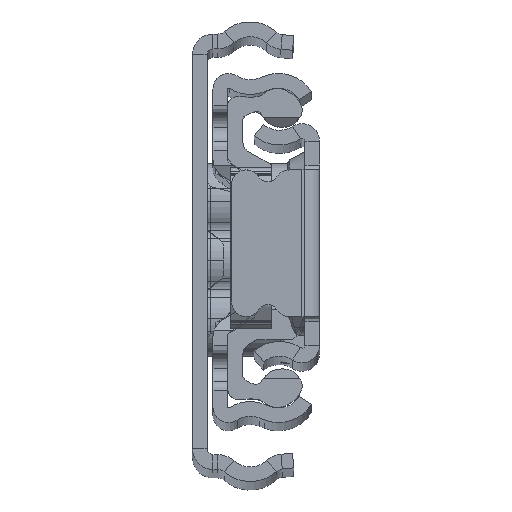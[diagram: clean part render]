
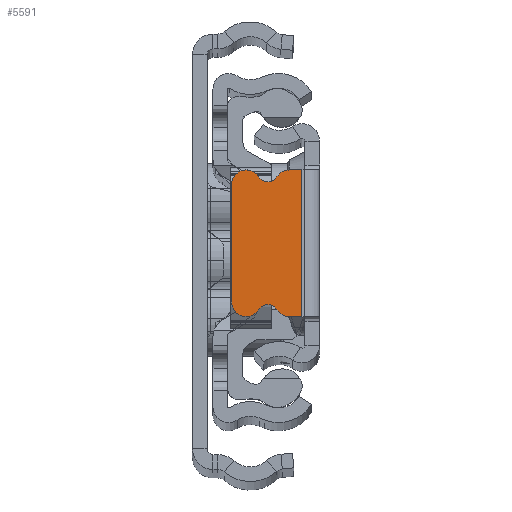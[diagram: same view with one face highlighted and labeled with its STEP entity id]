
A CAD part, top view. The second image highlights one B-rep face of the part: STEP entity #5591.
In plain terms, the highlighted planar face has unit normal (0, 0, 1).
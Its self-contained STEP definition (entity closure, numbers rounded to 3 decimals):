
#745 = CIRCLE ( 'NONE', #16503, 1.1 ) ;
#867 = ORIENTED_EDGE ( 'NONE', *, *, #3261, .F. ) ;
#1111 = LINE ( 'NONE', #9450, #19058 ) ;
#1361 = ORIENTED_EDGE ( 'NONE', *, *, #4469, .T. ) ;
#1476 = CIRCLE ( 'NONE', #12391, 1.5 ) ;
#1783 = VERTEX_POINT ( 'NONE', #20897 ) ;
#1907 = DIRECTION ( 'NONE',  ( 0., 0., 1. ) ) ;
#2014 = FACE_OUTER_BOUND ( 'NONE', #13861, .T. ) ;
#2031 = CARTESIAN_POINT ( 'NONE',  ( -3.08, -7.5, 0. ) ) ;
#2121 = EDGE_CURVE ( 'NONE', #19367, #18536, #17480, .T. ) ;
#2205 = VERTEX_POINT ( 'NONE', #7751 ) ;
#2409 = ORIENTED_EDGE ( 'NONE', *, *, #19073, .T. ) ;
#2625 = DIRECTION ( 'NONE',  ( 0., 0., 1. ) ) ;
#2675 = CARTESIAN_POINT ( 'NONE',  ( -7.5, -6., 0. ) ) ;
#2947 = EDGE_CURVE ( 'NONE', #4927, #17068, #16579, .T. ) ;
#3225 = DIRECTION ( 'NONE',  ( 0., -1., 0. ) ) ;
#3261 = EDGE_CURVE ( 'NONE', #4927, #10728, #20763, .T. ) ;
#3912 = DIRECTION ( 'NONE',  ( 0., 0., 1. ) ) ;
#4035 = CIRCLE ( 'NONE', #5418, 1.5 ) ;
#4469 = EDGE_CURVE ( 'NONE', #18536, #10728, #1111, .T. ) ;
#4927 = VERTEX_POINT ( 'NONE', #15345 ) ;
#5403 = ORIENTED_EDGE ( 'NONE', *, *, #5786, .T. ) ;
#5418 = AXIS2_PLACEMENT_3D ( 'NONE', #20625, #20846, #12684 ) ;
#5570 = ORIENTED_EDGE ( 'NONE', *, *, #13160, .T. ) ;
#5591 = ADVANCED_FACE ( 'NONE', ( #2014 ), #19910, .T. ) ;
#5786 = EDGE_CURVE ( 'NONE', #20373, #2205, #18547, .T. ) ;
#5870 = CARTESIAN_POINT ( 'NONE',  ( -3.08, 7.5, 0. ) ) ;
#6428 = CIRCLE ( 'NONE', #9834, 1.1 ) ;
#6715 = CARTESIAN_POINT ( 'NONE',  ( 0.7, 7.5, 0. ) ) ;
#6915 = VECTOR ( 'NONE', #10135, 1000. ) ;
#7239 = CIRCLE ( 'NONE', #13065, 1.1 ) ;
#7567 = DIRECTION ( 'NONE',  ( 0., 0., -1. ) ) ;
#7732 = DIRECTION ( 'NONE',  ( 1., 0., 0. ) ) ;
#7751 = CARTESIAN_POINT ( 'NONE',  ( -9., 6., 0. ) ) ;
#7868 = ORIENTED_EDGE ( 'NONE', *, *, #20192, .T. ) ;
#8641 = CARTESIAN_POINT ( 'NONE',  ( -5.29, 7.37, 0. ) ) ;
#8672 = EDGE_CURVE ( 'NONE', #2205, #15047, #9631, .T. ) ;
#8929 = VECTOR ( 'NONE', #12497, 1000. ) ;
#9195 = DIRECTION ( 'NONE',  ( 0., 0., 1. ) ) ;
#9261 = ORIENTED_EDGE ( 'NONE', *, *, #8672, .T. ) ;
#9370 = CARTESIAN_POINT ( 'NONE',  ( -3.08, -6., 0. ) ) ;
#9450 = CARTESIAN_POINT ( 'NONE',  ( 0.7, -7.5, 0. ) ) ;
#9631 = LINE ( 'NONE', #21021, #18341 ) ;
#9834 = AXIS2_PLACEMENT_3D ( 'NONE', #19063, #7567, #11008 ) ;
#9945 = VERTEX_POINT ( 'NONE', #11352 ) ;
#10135 = DIRECTION ( 'NONE',  ( -1., 0., 0. ) ) ;
#10138 = CARTESIAN_POINT ( 'NONE',  ( 493.5, -10.425, 0. ) ) ;
#10250 = DIRECTION ( 'NONE',  ( 0., 0., -1. ) ) ;
#10279 = EDGE_CURVE ( 'NONE', #9945, #18029, #6428, .T. ) ;
#10650 = DIRECTION ( 'NONE',  ( 0., 1., 0. ) ) ;
#10728 = VERTEX_POINT ( 'NONE', #16314 ) ;
#10784 = ORIENTED_EDGE ( 'NONE', *, *, #20317, .T. ) ;
#10970 = CARTESIAN_POINT ( 'NONE',  ( -7.5, 6., 0. ) ) ;
#11008 = DIRECTION ( 'NONE',  ( 0., 1., 0. ) ) ;
#11352 = CARTESIAN_POINT ( 'NONE',  ( -4.355, 6.79, 0. ) ) ;
#11664 = AXIS2_PLACEMENT_3D ( 'NONE', #9370, #2625, #19029 ) ;
#12056 = DIRECTION ( 'NONE',  ( 0., 1., 0. ) ) ;
#12135 = ORIENTED_EDGE ( 'NONE', *, *, #12261, .T. ) ;
#12261 = EDGE_CURVE ( 'NONE', #17068, #9945, #4035, .T. ) ;
#12391 = AXIS2_PLACEMENT_3D ( 'NONE', #18497, #3912, #12056 ) ;
#12497 = DIRECTION ( 'NONE',  ( 0., -1., 0. ) ) ;
#12684 = DIRECTION ( 'NONE',  ( 0., 1., 0. ) ) ;
#12817 = ORIENTED_EDGE ( 'NONE', *, *, #10279, .T. ) ;
#13065 = AXIS2_PLACEMENT_3D ( 'NONE', #18405, #15268, #10650 ) ;
#13160 = EDGE_CURVE ( 'NONE', #15047, #18897, #16407, .T. ) ;
#13707 = DIRECTION ( 'NONE',  ( 0., 1., 0. ) ) ;
#13861 = EDGE_LOOP ( 'NONE', ( #867, #19542, #12135, #12817, #7868, #5403, #9261, #5570, #2409, #10784, #18357, #1361 ) ) ;
#14691 = AXIS2_PLACEMENT_3D ( 'NONE', #2675, #9195, #13707 ) ;
#15047 = VERTEX_POINT ( 'NONE', #20635 ) ;
#15268 = DIRECTION ( 'NONE',  ( 0., 0., -1. ) ) ;
#15345 = CARTESIAN_POINT ( 'NONE',  ( -1.8, 7.5, 0. ) ) ;
#15683 = CARTESIAN_POINT ( 'NONE',  ( -5.29, 6.27, 0. ) ) ;
#15910 = CARTESIAN_POINT ( 'NONE',  ( -6.225, 6.79, 0. ) ) ;
#16314 = CARTESIAN_POINT ( 'NONE',  ( -1.8, -7.5, 0. ) ) ;
#16407 = CIRCLE ( 'NONE', #14691, 1.5 ) ;
#16503 = AXIS2_PLACEMENT_3D ( 'NONE', #8641, #10250, #20117 ) ;
#16579 = LINE ( 'NONE', #6715, #6915 ) ;
#16681 = DIRECTION ( 'NONE',  ( 0., 1., 0. ) ) ;
#17068 = VERTEX_POINT ( 'NONE', #5870 ) ;
#17154 = AXIS2_PLACEMENT_3D ( 'NONE', #10970, #17531, #20522 ) ;
#17480 = CIRCLE ( 'NONE', #11664, 1.5 ) ;
#17531 = DIRECTION ( 'NONE',  ( 0., 0., 1. ) ) ;
#18029 = VERTEX_POINT ( 'NONE', #15683 ) ;
#18035 = CARTESIAN_POINT ( 'NONE',  ( -4.355, -6.79, 0. ) ) ;
#18087 = CARTESIAN_POINT ( 'NONE',  ( -7.5, -7.5, 0. ) ) ;
#18341 = VECTOR ( 'NONE', #3225, 1000. ) ;
#18357 = ORIENTED_EDGE ( 'NONE', *, *, #2121, .T. ) ;
#18405 = CARTESIAN_POINT ( 'NONE',  ( -5.29, -7.37, 0. ) ) ;
#18497 = CARTESIAN_POINT ( 'NONE',  ( -7.5, -6., 0. ) ) ;
#18536 = VERTEX_POINT ( 'NONE', #2031 ) ;
#18547 = CIRCLE ( 'NONE', #17154, 1.5 ) ;
#18897 = VERTEX_POINT ( 'NONE', #18087 ) ;
#19029 = DIRECTION ( 'NONE',  ( 0., 1., 0. ) ) ;
#19058 = VECTOR ( 'NONE', #7732, 1000. ) ;
#19063 = CARTESIAN_POINT ( 'NONE',  ( -5.29, 7.37, 0. ) ) ;
#19073 = EDGE_CURVE ( 'NONE', #18897, #1783, #1476, .T. ) ;
#19169 = CARTESIAN_POINT ( 'NONE',  ( -1.8, -10.425, 0. ) ) ;
#19367 = VERTEX_POINT ( 'NONE', #18035 ) ;
#19542 = ORIENTED_EDGE ( 'NONE', *, *, #2947, .T. ) ;
#19910 = PLANE ( 'NONE',  #20927 ) ;
#20117 = DIRECTION ( 'NONE',  ( 0., 1., 0. ) ) ;
#20192 = EDGE_CURVE ( 'NONE', #18029, #20373, #745, .T. ) ;
#20317 = EDGE_CURVE ( 'NONE', #1783, #19367, #7239, .T. ) ;
#20373 = VERTEX_POINT ( 'NONE', #15910 ) ;
#20522 = DIRECTION ( 'NONE',  ( 0., 1., 0. ) ) ;
#20625 = CARTESIAN_POINT ( 'NONE',  ( -3.08, 6., 0. ) ) ;
#20635 = CARTESIAN_POINT ( 'NONE',  ( -9., -6., 0. ) ) ;
#20763 = LINE ( 'NONE', #19169, #8929 ) ;
#20846 = DIRECTION ( 'NONE',  ( 0., 0., 1. ) ) ;
#20897 = CARTESIAN_POINT ( 'NONE',  ( -6.225, -6.79, 0. ) ) ;
#20927 = AXIS2_PLACEMENT_3D ( 'NONE', #10138, #1907, #16681 ) ;
#21021 = CARTESIAN_POINT ( 'NONE',  ( -9., 6., 0. ) ) ;
